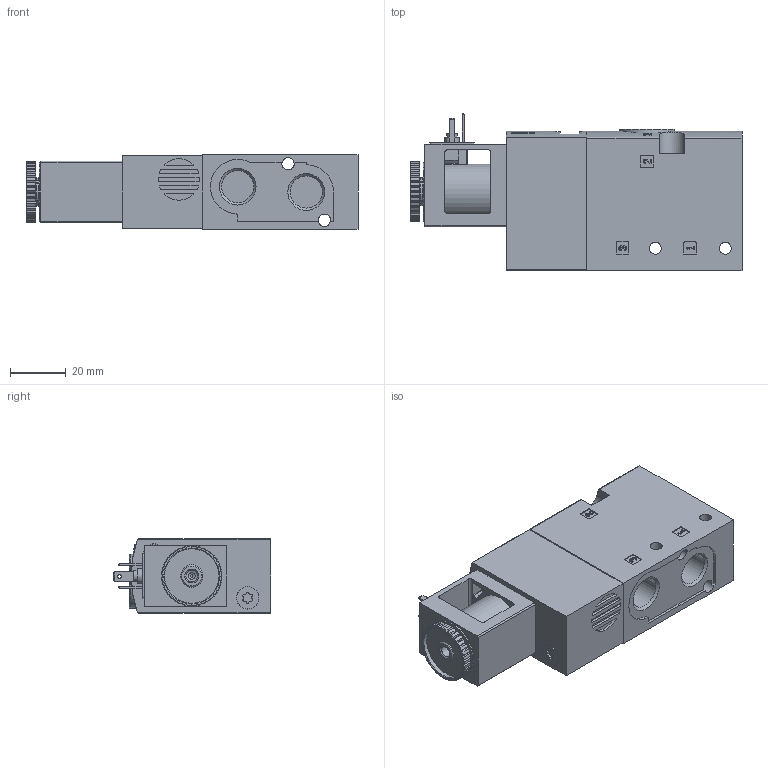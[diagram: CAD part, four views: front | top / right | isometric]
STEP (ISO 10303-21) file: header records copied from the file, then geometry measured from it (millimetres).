
FILE_DESCRIPTION(/* description */ ('STEP AP214'),/* implementation_level */ '2;1');
FILE_NAME(/* name */ '8035176_VUVS-LT25-M32U-MD-G14-F8-1C1',/* time_stamp */ '2024-09-17T20:29:04+02:00',/* author */ ('License CC BY-ND 4.0'),/* organization */ ('CADENAS'),/* preprocessor_version */ 'ST-DEVELOPER v19.3',/* originating_system */ 'PARTsolutions',/* authorisation */ ' ');
FILE_SCHEMA (('AUTOMOTIVE_DESIGN {1 0 10303 214 3 1 1}'));
Length unit declared in the file: millimetre
Products named in the file (6): 8035176 VUVS-LT25-M32U-MD-G14-F8-1C1; 2556420 VUVS-LT25-M32.-MD-G14 HOUSING---(H---0_-); 2925351 VUVS-L25-G-COVER53---(H---0_-); 1808371 F-M4x37.5-10.9; 8085305 VACF-B-C1-1---(C); 1878611 VACF-B---(C)
Assembly tree (6 placements, depth 2):
  8035176 VUVS-LT25-M32U-MD-G14-F8-1C1
    2556420 VUVS-LT25-M32.-MD-G14 HOUSING---(H---0_-)
    2925351 VUVS-L25-G-COVER53---(H---0_-)
    1808371 F-M4x37.5-10.9  x2
    8085305 VACF-B-C1-1---(C)
    1878611 VACF-B---(C)
Bounding box: 118.65 x 56.2 x 26.5 mm (x, y, z)
Volume: 116180.5 mm3; surface area: 33347.6 mm2
Topology: 6 solids, 6 shells, 702 faces, 1794 edges, 1174 vertices
Faces by surface type: plane 367, cylinder 244, cone 65, torus 26
Full cylindrical faces by diameter (mm): 0.9 x1, 1.3 x1, 1.75 x16, 2.013 x1, 2.4 x1, 2.5 x2, 2.7 x1, 3.242 x2, 3.75 x1, 3.8 x2, 4 x2, 4.134 x1, 4.3 x2, 4.4 x2, 4.7 x2, 5.05 x1, 7.1 x1, 7.188 x1, 7.9 x2, 8 x6, 8.15 x1, 8.2 x1, 10 x2, 11.445 x3, 15.6 x2, 19.5 x2, 21 x1
Entity records: 22262 total; most frequent: CARTESIAN_POINT 3801, DIRECTION 3442, ORIENTED_EDGE 3254, EDGE_CURVE 1627, AXIS2_PLACEMENT_3D 1232, VERTEX_POINT 1134, LINE 978, VECTOR 978
